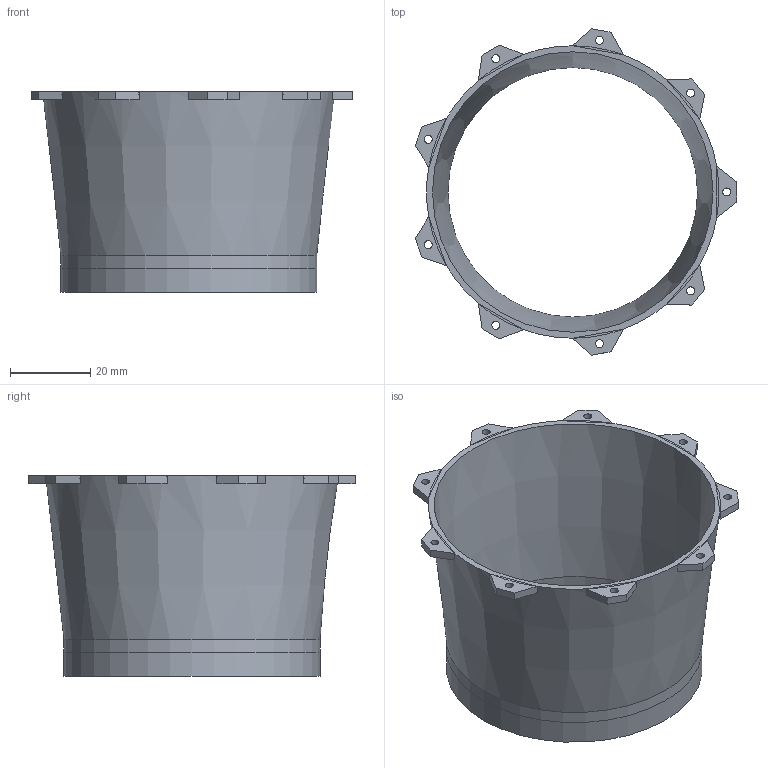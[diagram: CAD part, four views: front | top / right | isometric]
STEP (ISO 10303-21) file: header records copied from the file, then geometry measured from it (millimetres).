
FILE_DESCRIPTION(('FreeCAD Model'),'2;1');
FILE_NAME('Open CASCADE Shape Model','2024-05-12T01:15:36',('Author'),( ''),'Open CASCADE STEP processor 7.6','FreeCAD','Unknown');
FILE_SCHEMA(('AUTOMOTIVE_DESIGN { 1 0 10303 214 1 1 1 1 }'));
Length unit declared in the file: millimetre
Products named in the file (2): Exhaust-Jet-Expander; Body078
Assembly tree (1 placements, depth 2):
  Exhaust-Jet-Expander
    Body078
Bounding box: 80.22 x 81.46 x 50 mm (x, y, z)
Volume: 10921.5 mm3; surface area: 22456.5 mm2
Topology: 1 solids, 1 shells, 88 faces, 202 edges, 116 vertices
Faces by surface type: plane 74, cylinder 12, cone 2
Full cylindrical faces by diameter (mm): 2 x9, 62.301 x1, 63.901 x2
Entity records: 2509 total; most frequent: DIRECTION 453, CARTESIAN_POINT 408, ORIENTED_EDGE 404, EDGE_CURVE 202, AXIS2_PLACEMENT_3D 161, LINE 131, VECTOR 131, VERTEX_POINT 116
